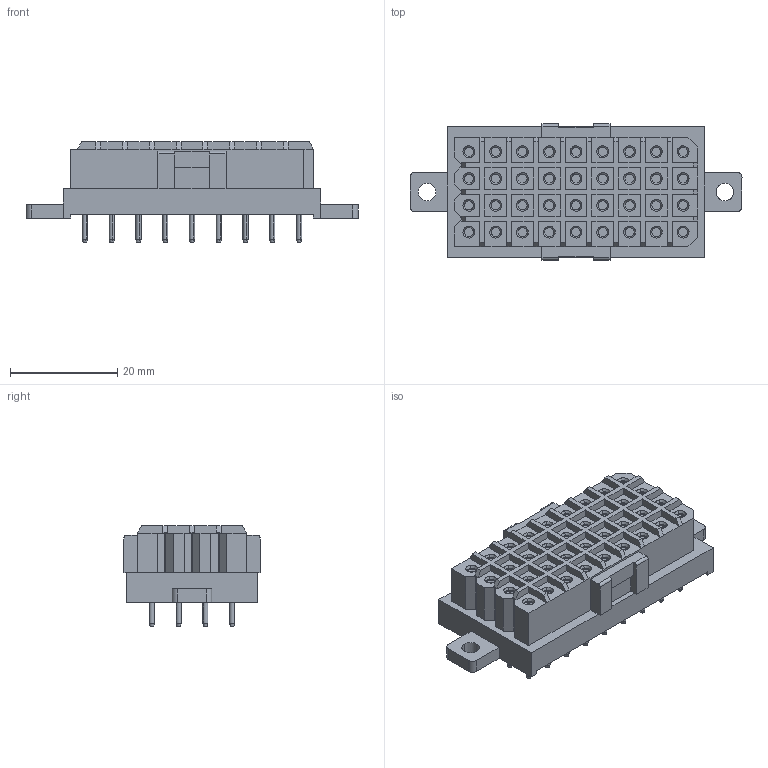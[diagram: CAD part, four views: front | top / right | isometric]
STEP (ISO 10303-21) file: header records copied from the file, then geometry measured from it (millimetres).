
FILE_DESCRIPTION(('CATIA V5 STEP Exchange','CAx-IF Rec.Pracs.--- Model Styling and Organization---1.4--- 2014-01-23'),'2;1');
FILE_NAME ('D1489247_0_1419600000_1419600000.stp','2021-06-10T13:31:53+00:00',('none'),('Weidmueller'),'CATIA Version 5-6 Release 2016 SP3 HF44','CATIA V5 STEP AP214','none');
FILE_SCHEMA(('AUTOMOTIVE_DESIGN { 1 0 10303 214 1 1 1 1 }'));
Length unit declared in the file: millimetre
Products named in the file (1): 1419600000
Bounding box: 62 x 25.4 x 18.8 mm (x, y, z)
Volume: 12471.7 mm3; surface area: 14494.6 mm2
Topology: 37 solids, 37 shells, 1407 faces, 3116 edges, 1941 vertices
Faces by surface type: cylinder 519, plane 456, cone 288, torus 144
Entity records: 38018 total; most frequent: CARTESIAN_POINT 6337, ORIENTED_EDGE 6232, DIRECTION 5511, EDGE_CURVE 3116, AXIS2_PLACEMENT_3D 2741, VERTEX_POINT 1941, EDGE_LOOP 1641, VECTOR 1571
